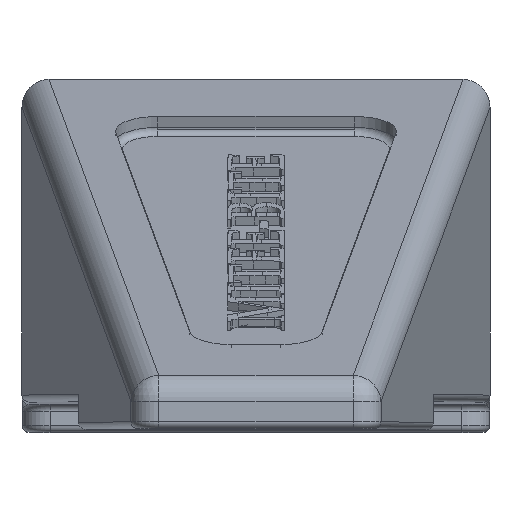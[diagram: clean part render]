
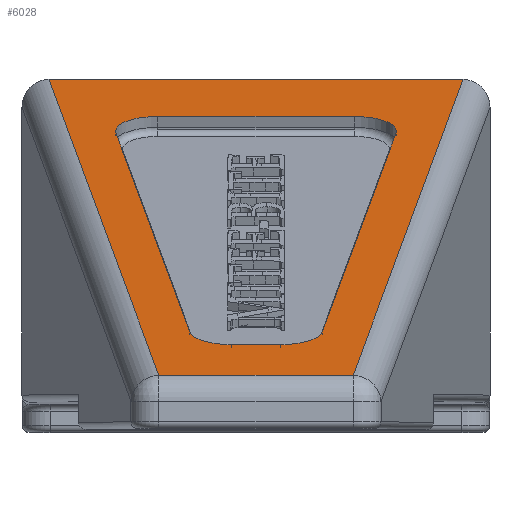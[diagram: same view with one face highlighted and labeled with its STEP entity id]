
A CAD part, top view. The second image highlights one B-rep face of the part: STEP entity #6028.
In plain terms, the highlighted planar face has unit normal (0, 0.937, 0.348).
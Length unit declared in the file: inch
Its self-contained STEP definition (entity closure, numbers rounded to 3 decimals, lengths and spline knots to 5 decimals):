
#444 = ORIENTED_EDGE ( 'NONE', *, *, #10937, .F. ) ;
#463 = DIRECTION ( 'NONE',  ( 1., 0., 0. ) ) ;
#667 = CIRCLE ( 'NONE', #13325, 0.09 ) ;
#760 = CARTESIAN_POINT ( 'NONE',  ( 0.44153, 0.74999, 0.75004 ) ) ;
#885 = VECTOR ( 'NONE', #463, 39.37008 ) ;
#887 = LINE ( 'NONE', #10292, #3956 ) ;
#909 = CARTESIAN_POINT ( 'NONE',  ( 0.20767, 0.11453, 2.46089 ) ) ;
#940 = ORIENTED_EDGE ( 'NONE', *, *, #5207, .T. ) ;
#976 = CARTESIAN_POINT ( 'NONE',  ( -0.21019, 0.66992, 0.96561 ) ) ;
#1213 = EDGE_CURVE ( 'NONE', #6323, #4504, #6844, .T. ) ;
#1282 = FACE_OUTER_BOUND ( 'NONE', #15340, .T. ) ;
#1352 = VERTEX_POINT ( 'NONE', #909 ) ;
#1541 = AXIS2_PLACEMENT_3D ( 'NONE', #1938, #11033, #3255 ) ;
#1698 = VECTOR ( 'NONE', #10671, 39.37008 ) ;
#1786 = AXIS2_PLACEMENT_3D ( 'NONE', #15363, #7692, #16618 ) ;
#1938 = CARTESIAN_POINT ( 'NONE',  ( -0.21019, 0.63858, 1.04998 ) ) ;
#2057 = CARTESIAN_POINT ( 'NONE',  ( 0.44076, 0.75, 0.75 ) ) ;
#2627 = DIRECTION ( 'NONE',  ( 0., -0.937, -0.348 ) ) ;
#2893 = CARTESIAN_POINT ( 'NONE',  ( 0.3125, 0.66992, 0.96561 ) ) ;
#3103 = LINE ( 'NONE', #10244, #12228 ) ;
#3168 = CARTESIAN_POINT ( 'NONE',  ( -0.44, 0.75, 0.75 ) ) ;
#3187 = CARTESIAN_POINT ( 'NONE',  ( -0.44153, 0.74999, 0.75004 ) ) ;
#3255 = DIRECTION ( 'NONE',  ( 0., 0.348, -0.937 ) ) ;
#3301 = EDGE_CURVE ( 'NONE', #1352, #7708, #16233, .T. ) ;
#3394 = CARTESIAN_POINT ( 'NONE',  ( -0.5, 0.75, 0.75 ) ) ;
#3461 = CARTESIAN_POINT ( 'NONE',  ( 0.29945, 0.63458, 1.06073 ) ) ;
#3536 = EDGE_CURVE ( 'NONE', #15406, #3603, #10864, .T. ) ;
#3603 = VERTEX_POINT ( 'NONE', #12421 ) ;
#3929 = LINE ( 'NONE', #10719, #7029 ) ;
#3956 = VECTOR ( 'NONE', #5142, 39.37008 ) ;
#4261 = PLANE ( 'NONE',  #10793 ) ;
#4504 = VERTEX_POINT ( 'NONE', #14671 ) ;
#4575 = EDGE_CURVE ( 'NONE', #15406, #6760, #5408, .T. ) ;
#5117 = ORIENTED_EDGE ( 'NONE', *, *, #6651, .T. ) ;
#5142 = DIRECTION ( 'NONE',  ( 1., 0., 0. ) ) ;
#5154 = LINE ( 'NONE', #2893, #1698 ) ;
#5195 = CARTESIAN_POINT ( 'NONE',  ( 0.21019, 0.66992, 0.96561 ) ) ;
#5207 = EDGE_CURVE ( 'NONE', #7938, #1352, #887, .T. ) ;
#5264 = VERTEX_POINT ( 'NONE', #5195 ) ;
#5408 =( BOUNDED_CURVE ( )  B_SPLINE_CURVE ( 3, ( #7141, #12264, #3187, #16087 ),
 .UNSPECIFIED., .F., .F. ) 
 B_SPLINE_CURVE_WITH_KNOTS ( ( 4, 4 ),
 ( 3.14159, 3.17972 ),
 .UNSPECIFIED. ) 
 CURVE ( )  GEOMETRIC_REPRESENTATION_ITEM ( )  RATIONAL_B_SPLINE_CURVE ( ( 1., 1., 1., 1. ) ) 
 REPRESENTATION_ITEM ( '' )  );
#5472 = CIRCLE ( 'NONE', #1786, 0.09 ) ;
#5503 = EDGE_CURVE ( 'NONE', #6069, #6510, #14863, .T. ) ;
#5971 = LINE ( 'NONE', #12722, #15827 ) ;
#6001 = VECTOR ( 'NONE', #11801, 39.37008 ) ;
#6028 = ADVANCED_FACE ( 'NONE', ( #10425, #1282 ), #4261, .F. ) ;
#6069 = VERTEX_POINT ( 'NONE', #7031 ) ;
#6102 = VERTEX_POINT ( 'NONE', #14763 ) ;
#6135 = ORIENTED_EDGE ( 'NONE', *, *, #4575, .T. ) ;
#6282 = ORIENTED_EDGE ( 'NONE', *, *, #3301, .T. ) ;
#6323 = VERTEX_POINT ( 'NONE', #7130 ) ;
#6510 = VERTEX_POINT ( 'NONE', #976 ) ;
#6651 = EDGE_CURVE ( 'NONE', #6760, #7938, #5971, .T. ) ;
#6706 = CARTESIAN_POINT ( 'NONE',  ( -0.05247, 0.18008, 2.28439 ) ) ;
#6760 = VERTEX_POINT ( 'NONE', #7890 ) ;
#6844 = CIRCLE ( 'NONE', #14931, 0.09 ) ;
#6938 = VERTEX_POINT ( 'NONE', #3461 ) ;
#6968 = DIRECTION ( 'NONE',  ( 0., -0.937, -0.348 ) ) ;
#6989 = ORIENTED_EDGE ( 'NONE', *, *, #3536, .F. ) ;
#7029 = VECTOR ( 'NONE', #16072, 39.37008 ) ;
#7031 = CARTESIAN_POINT ( 'NONE',  ( -0.29945, 0.63458, 1.06073 ) ) ;
#7130 = CARTESIAN_POINT ( 'NONE',  ( 0.14173, 0.20742, 2.21078 ) ) ;
#7141 = CARTESIAN_POINT ( 'NONE',  ( -0.44, 0.75, 0.75 ) ) ;
#7164 = ORIENTED_EDGE ( 'NONE', *, *, #1213, .T. ) ;
#7389 = VERTEX_POINT ( 'NONE', #6706 ) ;
#7692 = DIRECTION ( 'NONE',  ( 0., -0.937, -0.348 ) ) ;
#7708 = VERTEX_POINT ( 'NONE', #15488 ) ;
#7890 = CARTESIAN_POINT ( 'NONE',  ( -0.44229, 0.74996, 0.75012 ) ) ;
#7938 = VERTEX_POINT ( 'NONE', #9224 ) ;
#7978 = ORIENTED_EDGE ( 'NONE', *, *, #15799, .T. ) ;
#8124 = ORIENTED_EDGE ( 'NONE', *, *, #10808, .F. ) ;
#8591 = LINE ( 'NONE', #14097, #11608 ) ;
#8918 = ORIENTED_EDGE ( 'NONE', *, *, #13910, .T. ) ;
#9224 = CARTESIAN_POINT ( 'NONE',  ( -0.20767, 0.11453, 2.46089 ) ) ;
#9857 = CARTESIAN_POINT ( 'NONE',  ( 0.44229, 0.74996, 0.75012 ) ) ;
#10154 = ORIENTED_EDGE ( 'NONE', *, *, #11897, .F. ) ;
#10244 = CARTESIAN_POINT ( 'NONE',  ( -0.3125, 0.66992, 0.96561 ) ) ;
#10292 = CARTESIAN_POINT ( 'NONE',  ( -0.5, 0.11453, 2.46089 ) ) ;
#10410 = CARTESIAN_POINT ( 'NONE',  ( -0.05247, 0.21142, 2.20002 ) ) ;
#10425 = FACE_BOUND ( 'NONE', #15181, .T. ) ;
#10671 = DIRECTION ( 'NONE',  ( 0.128, 0.345, -0.93 ) ) ;
#10719 = CARTESIAN_POINT ( 'NONE',  ( 0.13164, 0.18008, 2.28439 ) ) ;
#10793 = AXIS2_PLACEMENT_3D ( 'NONE', #12020, #6968, #15908 ) ;
#10808 = EDGE_CURVE ( 'NONE', #6323, #6938, #5154, .T. ) ;
#10864 = LINE ( 'NONE', #3394, #885 ) ;
#10937 = EDGE_CURVE ( 'NONE', #7389, #4504, #3929, .T. ) ;
#11033 = DIRECTION ( 'NONE',  ( 0., -0.937, -0.348 ) ) ;
#11141 = CARTESIAN_POINT ( 'NONE',  ( 0.44, 0.75, 0.75 ) ) ;
#11199 = ORIENTED_EDGE ( 'NONE', *, *, #11549, .F. ) ;
#11238 = EDGE_CURVE ( 'NONE', #7389, #6102, #667, .T. ) ;
#11535 = DIRECTION ( 'NONE',  ( 0.128, -0.345, 0.93 ) ) ;
#11549 = EDGE_CURVE ( 'NONE', #6069, #6102, #8591, .T. ) ;
#11608 = VECTOR ( 'NONE', #12814, 39.37008 ) ;
#11704 = DIRECTION ( 'NONE',  ( 0., 0.348, -0.937 ) ) ;
#11801 = DIRECTION ( 'NONE',  ( 0.128, 0.345, -0.93 ) ) ;
#11846 = ORIENTED_EDGE ( 'NONE', *, *, #5503, .T. ) ;
#11897 = EDGE_CURVE ( 'NONE', #5264, #6510, #3103, .T. ) ;
#12020 = CARTESIAN_POINT ( 'NONE',  ( -0.5, 0.75, 0.75 ) ) ;
#12097 =( BOUNDED_CURVE ( )  B_SPLINE_CURVE ( 3, ( #9857, #760, #2057, #11141 ),
 .UNSPECIFIED., .F., .F. ) 
 B_SPLINE_CURVE_WITH_KNOTS ( ( 4, 4 ),
 ( 6.24505, 6.28319 ),
 .UNSPECIFIED. ) 
 CURVE ( )  GEOMETRIC_REPRESENTATION_ITEM ( )  RATIONAL_B_SPLINE_CURVE ( ( 1., 1., 1., 1. ) ) 
 REPRESENTATION_ITEM ( '' )  );
#12228 = VECTOR ( 'NONE', #16640, 39.37008 ) ;
#12264 = CARTESIAN_POINT ( 'NONE',  ( -0.44076, 0.75, 0.75 ) ) ;
#12421 = CARTESIAN_POINT ( 'NONE',  ( 0.44, 0.75, 0.75 ) ) ;
#12722 = CARTESIAN_POINT ( 'NONE',  ( -0.44324, 0.75254, 0.74316 ) ) ;
#12814 = DIRECTION ( 'NONE',  ( 0.128, -0.345, 0.93 ) ) ;
#13015 = ORIENTED_EDGE ( 'NONE', *, *, #11238, .T. ) ;
#13092 = CARTESIAN_POINT ( 'NONE',  ( 0.42698, 0.70851, 0.86172 ) ) ;
#13325 = AXIS2_PLACEMENT_3D ( 'NONE', #10410, #2627, #11704 ) ;
#13910 = EDGE_CURVE ( 'NONE', #5264, #6938, #5472, .T. ) ;
#14097 = CARTESIAN_POINT ( 'NONE',  ( -0.13164, 0.18008, 2.28439 ) ) ;
#14311 = DIRECTION ( 'NONE',  ( 0., 0.348, -0.937 ) ) ;
#14664 = DIRECTION ( 'NONE',  ( 0., -0.937, -0.348 ) ) ;
#14671 = CARTESIAN_POINT ( 'NONE',  ( 0.05247, 0.18008, 2.28439 ) ) ;
#14763 = CARTESIAN_POINT ( 'NONE',  ( -0.14173, 0.20742, 2.21078 ) ) ;
#14863 = CIRCLE ( 'NONE', #1541, 0.09 ) ;
#14931 = AXIS2_PLACEMENT_3D ( 'NONE', #15862, #14664, #14311 ) ;
#15181 = EDGE_LOOP ( 'NONE', ( #444, #13015, #11199, #11846, #10154, #8918, #8124, #7164 ) ) ;
#15340 = EDGE_LOOP ( 'NONE', ( #6282, #7978, #6989, #6135, #5117, #940 ) ) ;
#15363 = CARTESIAN_POINT ( 'NONE',  ( 0.21019, 0.63858, 1.04998 ) ) ;
#15406 = VERTEX_POINT ( 'NONE', #3168 ) ;
#15488 = CARTESIAN_POINT ( 'NONE',  ( 0.44229, 0.74996, 0.75012 ) ) ;
#15799 = EDGE_CURVE ( 'NONE', #7708, #3603, #12097, .T. ) ;
#15827 = VECTOR ( 'NONE', #11535, 39.37008 ) ;
#15862 = CARTESIAN_POINT ( 'NONE',  ( 0.05247, 0.21142, 2.20002 ) ) ;
#15908 = DIRECTION ( 'NONE',  ( 0., 0.348, -0.937 ) ) ;
#16072 = DIRECTION ( 'NONE',  ( 1., 0., 0. ) ) ;
#16087 = CARTESIAN_POINT ( 'NONE',  ( -0.44229, 0.74996, 0.75012 ) ) ;
#16233 = LINE ( 'NONE', #13092, #6001 ) ;
#16618 = DIRECTION ( 'NONE',  ( 0., 0.348, -0.937 ) ) ;
#16640 = DIRECTION ( 'NONE',  ( -1., 0., 0. ) ) ;
